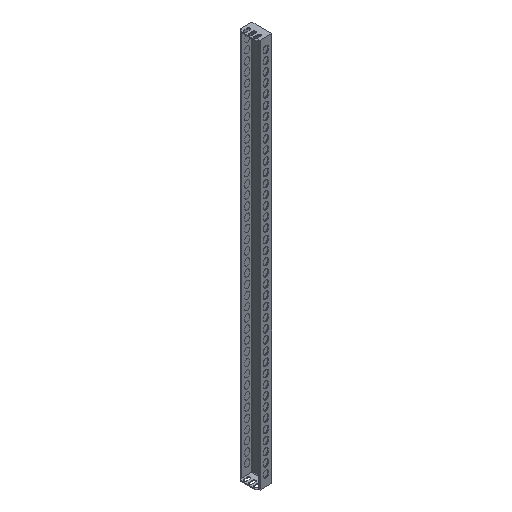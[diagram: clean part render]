
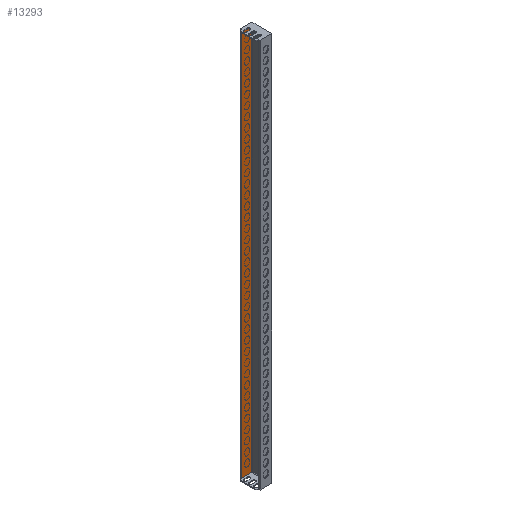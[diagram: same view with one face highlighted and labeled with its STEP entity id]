
A CAD part, isometric view. The second image highlights one B-rep face of the part: STEP entity #13293.
In plain terms, the highlighted planar face has unit normal (0, -1, 0).
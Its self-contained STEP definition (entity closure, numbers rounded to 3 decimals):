
#1160 = EDGE_CURVE ( 'NONE', #16783, #17517, #14144, .T. ) ;
#1465 = CARTESIAN_POINT ( 'NONE',  ( -3., 20., 451. ) ) ;
#1653 = DIRECTION ( 'NONE',  ( 1., 0., 0. ) ) ;
#3301 = CARTESIAN_POINT ( 'NONE',  ( -32., 20., 451. ) ) ;
#3338 = CARTESIAN_POINT ( 'NONE',  ( -3., 20., -475.021 ) ) ;
#4104 = ORIENTED_EDGE ( 'NONE', *, *, #10352, .F. ) ;
#5535 = CARTESIAN_POINT ( 'NONE',  ( -27., 20., -451. ) ) ;
#5549 = FACE_OUTER_BOUND ( 'NONE', #17167, .T. ) ;
#6377 = VECTOR ( 'NONE', #17667, 1000. ) ;
#6721 = ORIENTED_EDGE ( 'NONE', *, *, #11066, .T. ) ;
#6887 = DIRECTION ( 'NONE',  ( 0., 1., 0. ) ) ;
#8568 = CARTESIAN_POINT ( 'NONE',  ( -27., 20., -475.021 ) ) ;
#8835 = DIRECTION ( 'NONE',  ( 0., 0., 1. ) ) ;
#9682 = CARTESIAN_POINT ( 'NONE',  ( -3., 20., -451. ) ) ;
#9780 = VERTEX_POINT ( 'NONE', #17488 ) ;
#10233 = VECTOR ( 'NONE', #8835, 1000. ) ;
#10352 = EDGE_CURVE ( 'NONE', #19191, #9780, #15835, .T. ) ;
#10611 = CARTESIAN_POINT ( 'NONE',  ( -3., 20., -451. ) ) ;
#11066 = EDGE_CURVE ( 'NONE', #19191, #16783, #13173, .T. ) ;
#11344 = LINE ( 'NONE', #3301, #15081 ) ;
#11550 = DIRECTION ( 'NONE',  ( 0., 0., 1. ) ) ;
#12622 = DIRECTION ( 'NONE',  ( -1., 0., 0. ) ) ;
#13173 = LINE ( 'NONE', #10611, #16099 ) ;
#13293 = ADVANCED_FACE ( 'NONE', ( #5549 ), #17556, .F. ) ;
#14144 = LINE ( 'NONE', #15021, #10233 ) ;
#14442 = ORIENTED_EDGE ( 'NONE', *, *, #1160, .T. ) ;
#14583 = AXIS2_PLACEMENT_3D ( 'NONE', #3338, #6887, #11550 ) ;
#15021 = CARTESIAN_POINT ( 'NONE',  ( -3., 20., -475.021 ) ) ;
#15081 = VECTOR ( 'NONE', #12622, 1000. ) ;
#15835 = LINE ( 'NONE', #8568, #6377 ) ;
#16099 = VECTOR ( 'NONE', #1653, 1000. ) ;
#16623 = ORIENTED_EDGE ( 'NONE', *, *, #16710, .T. ) ;
#16710 = EDGE_CURVE ( 'NONE', #17517, #9780, #11344, .T. ) ;
#16783 = VERTEX_POINT ( 'NONE', #9682 ) ;
#17167 = EDGE_LOOP ( 'NONE', ( #16623, #4104, #6721, #14442 ) ) ;
#17488 = CARTESIAN_POINT ( 'NONE',  ( -27., 20., 451. ) ) ;
#17517 = VERTEX_POINT ( 'NONE', #1465 ) ;
#17556 = PLANE ( 'NONE',  #14583 ) ;
#17667 = DIRECTION ( 'NONE',  ( 0., 0., 1. ) ) ;
#19191 = VERTEX_POINT ( 'NONE', #5535 ) ;
